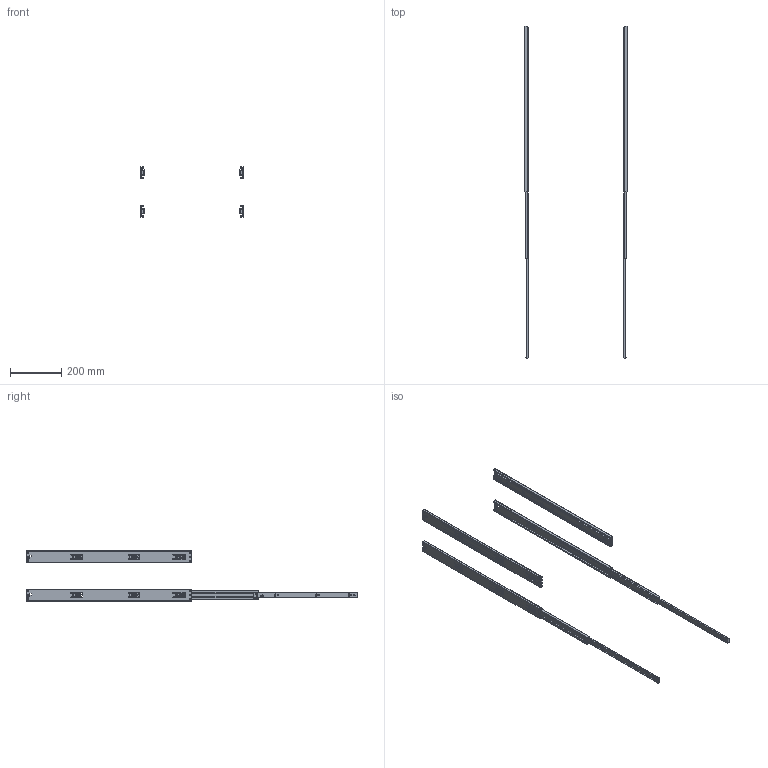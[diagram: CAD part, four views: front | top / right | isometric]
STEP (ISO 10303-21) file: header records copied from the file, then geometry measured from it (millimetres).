
FILE_DESCRIPTION( ( 'Unknown' ), '1' );
FILE_NAME( '35D65-650.stp', 'Unknown', ( 'Unknown' ), ( 'Unknown' ), 'PSStep 14.0', 'Unknown', ' ' );
FILE_SCHEMA( ( 'AUTOMOTIVE_DESIGN { 1 0 10303 214 1 1 1 1 }' ) );
Length unit declared in the file: millimetre
Products named in the file (6): Assem1; 35D65(650)_銝_; 35D65(650)___; 35D65(650)_憭_; 35D65(650)_憭__mir2; 35D65(650)__扳__mir2
Assembly tree (12 placements, depth 2):
  Assem1
    35D65(650)_銝_  x4
    35D65(650)___  x2
    35D65(650)_憭_  x2
    35D65(650)_憭__mir2  x2
    35D65(650)__扳__mir2  x2
Bounding box: 400 x 1297 x 195.6 mm (x, y, z)
Volume: 477229.7 mm3; surface area: 786639 mm2
Topology: 12 solids, 12 shells, 1092 faces, 3272 edges, 2196 vertices
Faces by surface type: plane 680, cylinder 400, torus 8, cone 4
Full cylindrical faces by diameter (mm): 3 x4, 3.2 x4, 3.5 x8, 4.5 x4, 4.6 x32, 5 x32, 6.4 x12
Entity records: 20762 total; most frequent: CARTESIAN_POINT 2879, DIRECTION 2818, ORIENTED_EDGE 2804, EDGE_CURVE 1402, LINE 1016, VECTOR 1016, VERTEX_POINT 962, AXIS2_PLACEMENT_3D 901
